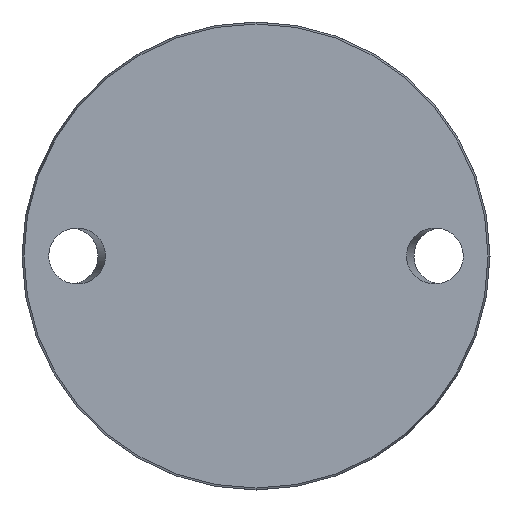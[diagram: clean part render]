
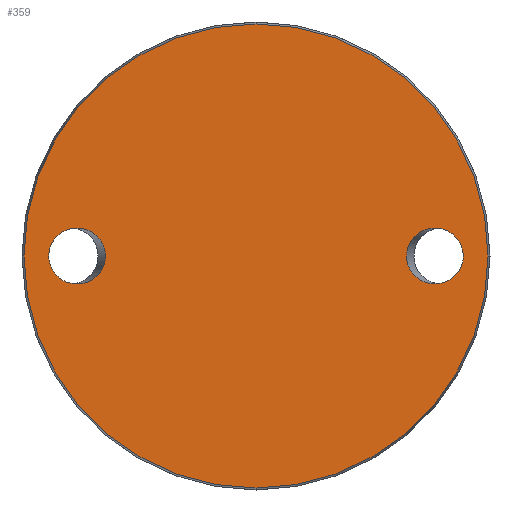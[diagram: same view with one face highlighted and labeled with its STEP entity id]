
A CAD part, front view. The second image highlights one B-rep face of the part: STEP entity #359.
In plain terms, the highlighted planar face has unit normal (0, -1, 0).
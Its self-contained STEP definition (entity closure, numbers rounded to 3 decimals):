
#26 = CARTESIAN_POINT ( 'NONE',  ( -61.115, 0., -16.5 ) ) ;
#54 = CARTESIAN_POINT ( 'NONE',  ( 44.385, 0., -16.5 ) ) ;
#65 = CARTESIAN_POINT ( 'NONE',  ( 61.115, 0., -16.5 ) ) ;
#81 = EDGE_LOOP ( 'NONE', ( #952 ) ) ;
#84 = EDGE_CURVE ( 'NONE', #589, #589, #338, .T. ) ;
#91 = ORIENTED_EDGE ( 'NONE', *, *, #274, .T. ) ;
#139 = CARTESIAN_POINT ( 'NONE',  ( -68.425, 0., 0. ) ) ;
#146 = FACE_OUTER_BOUND ( 'NONE', #81, .T. ) ;
#151 = CARTESIAN_POINT ( 'NONE',  ( 44.385, 0., 0. ) ) ;
#153 = VERTEX_POINT ( 'NONE', #457 ) ;
#190 = CARTESIAN_POINT ( 'NONE',  ( 0., 0., 0. ) ) ;
#198 = CARTESIAN_POINT ( 'NONE',  ( -44.385, 0., -16.5 ) ) ;
#257 = EDGE_LOOP ( 'NONE', ( #812 ) ) ;
#267 = CARTESIAN_POINT ( 'NONE',  ( 44.385, 0., 0. ) ) ;
#274 = EDGE_CURVE ( 'NONE', #153, #153, #572, .T. ) ;
#296 = CARTESIAN_POINT ( 'NONE',  ( 0., 0., -68.425 ) ) ;
#311 = CARTESIAN_POINT ( 'NONE',  ( -61.115, 0., 16.5 ) ) ;
#338 =( BOUNDED_CURVE ( )  B_SPLINE_CURVE ( 3, ( #151, #54, #65, #633, #712, #883, #267 ),
 .UNSPECIFIED., .T., .F. ) 
 B_SPLINE_CURVE_WITH_KNOTS ( ( 4, 3, 4 ),
 ( 0., 3.142, 6.283 ),
 .UNSPECIFIED. ) 
 CURVE ( )  GEOMETRIC_REPRESENTATION_ITEM ( )  RATIONAL_B_SPLINE_CURVE ( ( 1., 0.333, 0.333, 1., 0.333, 0.333, 1. ) ) 
 REPRESENTATION_ITEM ( '' )  );
#359 = ADVANCED_FACE ( 'NONE', ( #656, #376, #146 ), #449, .F. ) ;
#370 = DIRECTION ( 'NONE',  ( 0., 0., 1. ) ) ;
#376 = FACE_BOUND ( 'NONE', #257, .T. ) ;
#449 = PLANE ( 'NONE',  #801 ) ;
#457 = CARTESIAN_POINT ( 'NONE',  ( -61.115, 0., 0. ) ) ;
#464 = EDGE_CURVE ( 'NONE', #511, #511, #587, .T. ) ;
#466 = CARTESIAN_POINT ( 'NONE',  ( -44.385, 0., 16.5 ) ) ;
#511 = VERTEX_POINT ( 'NONE', #296 ) ;
#567 = CARTESIAN_POINT ( 'NONE',  ( -61.115, 0., 0. ) ) ;
#572 =( BOUNDED_CURVE ( )  B_SPLINE_CURVE ( 3, ( #850, #311, #466, #735, #198, #26, #567 ),
 .UNSPECIFIED., .T., .F. ) 
 B_SPLINE_CURVE_WITH_KNOTS ( ( 4, 3, 4 ),
 ( 0., 3.142, 6.283 ),
 .UNSPECIFIED. ) 
 CURVE ( )  GEOMETRIC_REPRESENTATION_ITEM ( )  RATIONAL_B_SPLINE_CURVE ( ( 1., 0.333, 0.333, 1., 0.333, 0.333, 1. ) ) 
 REPRESENTATION_ITEM ( '' )  );
#587 = CIRCLE ( 'NONE', #718, 68.425 ) ;
#589 = VERTEX_POINT ( 'NONE', #822 ) ;
#633 = CARTESIAN_POINT ( 'NONE',  ( 61.115, 0., 0. ) ) ;
#656 = FACE_BOUND ( 'NONE', #818, .T. ) ;
#712 = CARTESIAN_POINT ( 'NONE',  ( 61.115, 0., 16.5 ) ) ;
#718 = AXIS2_PLACEMENT_3D ( 'NONE', #190, #982, #878 ) ;
#735 = CARTESIAN_POINT ( 'NONE',  ( -44.385, 0., 0. ) ) ;
#801 = AXIS2_PLACEMENT_3D ( 'NONE', #139, #898, #370 ) ;
#812 = ORIENTED_EDGE ( 'NONE', *, *, #84, .F. ) ;
#818 = EDGE_LOOP ( 'NONE', ( #91 ) ) ;
#822 = CARTESIAN_POINT ( 'NONE',  ( 44.385, 0., 0. ) ) ;
#850 = CARTESIAN_POINT ( 'NONE',  ( -61.115, 0., 0. ) ) ;
#878 = DIRECTION ( 'NONE',  ( 0., 0., -1. ) ) ;
#883 = CARTESIAN_POINT ( 'NONE',  ( 44.385, 0., 16.5 ) ) ;
#898 = DIRECTION ( 'NONE',  ( 0., 1., 0. ) ) ;
#952 = ORIENTED_EDGE ( 'NONE', *, *, #464, .T. ) ;
#982 = DIRECTION ( 'NONE',  ( 0., -1., 0. ) ) ;
